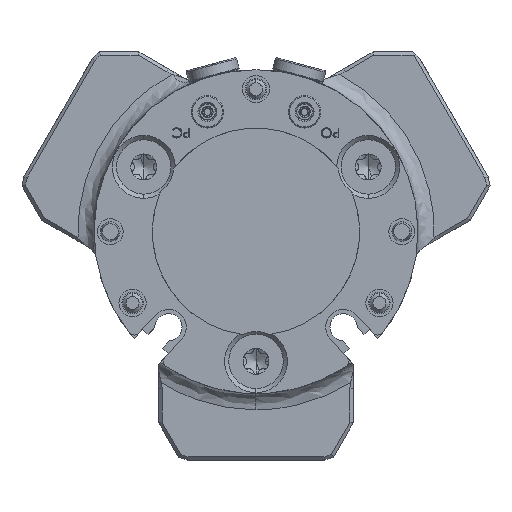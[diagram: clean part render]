
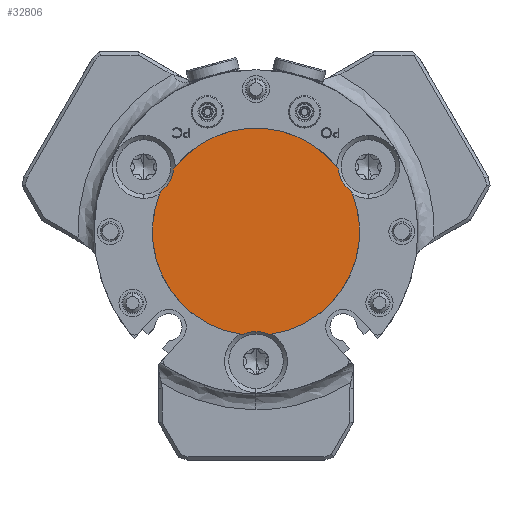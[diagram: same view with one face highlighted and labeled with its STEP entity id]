
A CAD part, front view. The second image highlights one B-rep face of the part: STEP entity #32806.
In plain terms, the highlighted planar face has unit normal (0, -1, 0).
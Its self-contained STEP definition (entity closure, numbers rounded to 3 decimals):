
#422 = CARTESIAN_POINT ( 'NONE',  ( 17.321, 0.75, 10. ) ) ;
#1470 = DIRECTION ( 'NONE',  ( 0., 1., 0. ) ) ;
#3123 = DIRECTION ( 'NONE',  ( 0., 1., 0. ) ) ;
#4369 = CIRCLE ( 'NONE', #67590, 16. ) ;
#6633 = EDGE_CURVE ( 'NONE', #82359, #72596, #51111, .T. ) ;
#7373 = DIRECTION ( 'NONE',  ( 0., -1., 0. ) ) ;
#13258 = DIRECTION ( 'NONE',  ( 0., -1., 0. ) ) ;
#13839 = CARTESIAN_POINT ( 'NONE',  ( 0., 0.75, 0. ) ) ;
#14802 = AXIS2_PLACEMENT_3D ( 'NONE', #92415, #1470, #67225 ) ;
#16883 = CARTESIAN_POINT ( 'NONE',  ( 0., 0.75, 0. ) ) ;
#22868 = CARTESIAN_POINT ( 'NONE',  ( 0., 0.75, 0. ) ) ;
#24375 = EDGE_CURVE ( 'NONE', #72596, #74042, #32172, .T. ) ;
#25991 = CARTESIAN_POINT ( 'NONE',  ( -14.759, 0.75, 6.18 ) ) ;
#27721 = EDGE_CURVE ( 'NONE', #69163, #82506, #29373, .T. ) ;
#29373 = CIRCLE ( 'NONE', #56705, 16. ) ;
#29842 = ORIENTED_EDGE ( 'NONE', *, *, #76647, .T. ) ;
#31033 = CARTESIAN_POINT ( 'NONE',  ( -12.731, 0.75, 9.691 ) ) ;
#32172 = CIRCLE ( 'NONE', #102174, 16. ) ;
#32806 = ADVANCED_FACE ( 'NONE', ( #64075 ), #103133, .T. ) ;
#32910 = ORIENTED_EDGE ( 'NONE', *, *, #57516, .T. ) ;
#33395 = ORIENTED_EDGE ( 'NONE', *, *, #78650, .T. ) ;
#34755 = CARTESIAN_POINT ( 'NONE',  ( 12.731, 0.75, 9.691 ) ) ;
#37911 = DIRECTION ( 'NONE',  ( 0., 0., -1. ) ) ;
#43462 = DIRECTION ( 'NONE',  ( 0., 1., 0. ) ) ;
#43823 = DIRECTION ( 'NONE',  ( 0., 0., -1. ) ) ;
#44186 = CIRCLE ( 'NONE', #74778, 4.6 ) ;
#47602 = EDGE_LOOP ( 'NONE', ( #29842, #51773, #53246, #55247, #32910, #93405, #33395 ) ) ;
#51111 = CIRCLE ( 'NONE', #68189, 4.6 ) ;
#51432 = CARTESIAN_POINT ( 'NONE',  ( 0., 0.75, -20. ) ) ;
#51773 = ORIENTED_EDGE ( 'NONE', *, *, #6633, .T. ) ;
#52842 = AXIS2_PLACEMENT_3D ( 'NONE', #51432, #43462, #76010 ) ;
#53246 = ORIENTED_EDGE ( 'NONE', *, *, #24375, .T. ) ;
#53367 = DIRECTION ( 'NONE',  ( 0., 0., -1. ) ) ;
#55247 = ORIENTED_EDGE ( 'NONE', *, *, #55769, .T. ) ;
#55769 = EDGE_CURVE ( 'NONE', #74042, #65143, #64276, .T. ) ;
#56470 = DIRECTION ( 'NONE',  ( 0., -1., 0. ) ) ;
#56705 = AXIS2_PLACEMENT_3D ( 'NONE', #22868, #73131, #57120 ) ;
#57120 = DIRECTION ( 'NONE',  ( 0., 0., -1. ) ) ;
#57516 = EDGE_CURVE ( 'NONE', #65143, #69163, #99006, .T. ) ;
#59338 = CARTESIAN_POINT ( 'NONE',  ( -17.321, 0.75, 10. ) ) ;
#64075 = FACE_OUTER_BOUND ( 'NONE', #47602, .T. ) ;
#64276 = CIRCLE ( 'NONE', #14802, 4.6 ) ;
#65143 = VERTEX_POINT ( 'NONE', #96362 ) ;
#67225 = DIRECTION ( 'NONE',  ( 0., 0., -1. ) ) ;
#67590 = AXIS2_PLACEMENT_3D ( 'NONE', #102593, #13258, #53367 ) ;
#67750 = DIRECTION ( 'NONE',  ( 0., 1., 0. ) ) ;
#68189 = AXIS2_PLACEMENT_3D ( 'NONE', #59338, #3123, #43823 ) ;
#69163 = VERTEX_POINT ( 'NONE', #78399 ) ;
#72596 = VERTEX_POINT ( 'NONE', #25991 ) ;
#73131 = DIRECTION ( 'NONE',  ( 0., -1., 0. ) ) ;
#74042 = VERTEX_POINT ( 'NONE', #94676 ) ;
#74778 = AXIS2_PLACEMENT_3D ( 'NONE', #422, #67750, #100409 ) ;
#76010 = DIRECTION ( 'NONE',  ( 0., 0., -1. ) ) ;
#76647 = EDGE_CURVE ( 'NONE', #86461, #82359, #4369, .T. ) ;
#78399 = CARTESIAN_POINT ( 'NONE',  ( 2.028, 0.75, -15.871 ) ) ;
#78650 = EDGE_CURVE ( 'NONE', #82506, #86461, #44186, .T. ) ;
#82359 = VERTEX_POINT ( 'NONE', #31033 ) ;
#82506 = VERTEX_POINT ( 'NONE', #104615 ) ;
#86461 = VERTEX_POINT ( 'NONE', #34755 ) ;
#92415 = CARTESIAN_POINT ( 'NONE',  ( 0., 0.75, -20. ) ) ;
#93405 = ORIENTED_EDGE ( 'NONE', *, *, #27721, .T. ) ;
#94676 = CARTESIAN_POINT ( 'NONE',  ( -2.028, 0.75, -15.871 ) ) ;
#94802 = AXIS2_PLACEMENT_3D ( 'NONE', #13839, #7373, #37911 ) ;
#96362 = CARTESIAN_POINT ( 'NONE',  ( 0., 0.75, -15.4 ) ) ;
#99006 = CIRCLE ( 'NONE', #52842, 4.6 ) ;
#100409 = DIRECTION ( 'NONE',  ( 0., 0., -1. ) ) ;
#102174 = AXIS2_PLACEMENT_3D ( 'NONE', #16883, #56470, #105700 ) ;
#102593 = CARTESIAN_POINT ( 'NONE',  ( 0., 0.75, 0. ) ) ;
#103133 = PLANE ( 'NONE',  #94802 ) ;
#104615 = CARTESIAN_POINT ( 'NONE',  ( 14.759, 0.75, 6.18 ) ) ;
#105700 = DIRECTION ( 'NONE',  ( 0., 0., -1. ) ) ;
